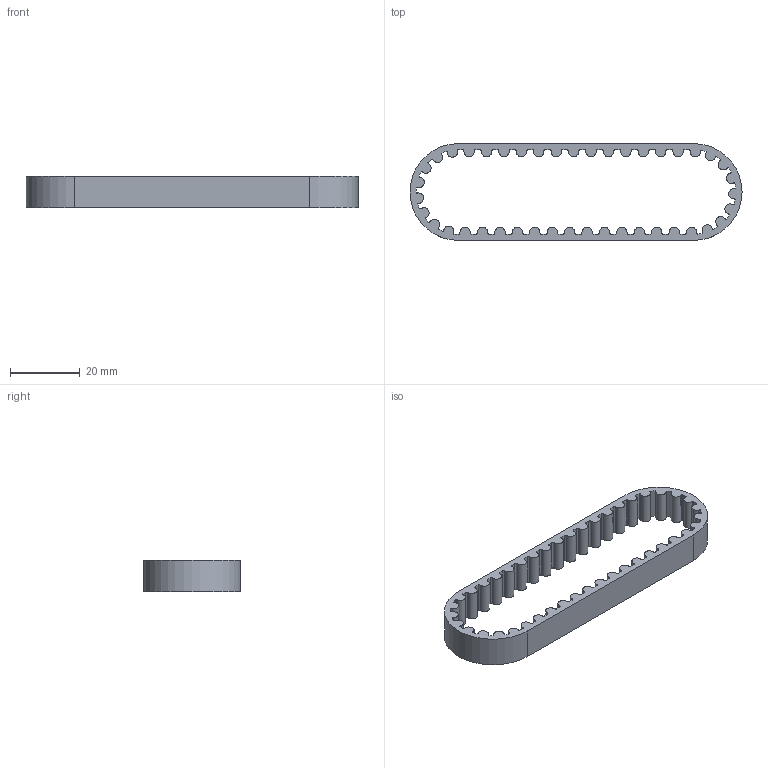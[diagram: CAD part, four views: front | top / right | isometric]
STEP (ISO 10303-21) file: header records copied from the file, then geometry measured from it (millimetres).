
FILE_DESCRIPTION(/* description */ ('STEP AP242','CAx-IF Rec.Pracs.---Representation and Presentation of Product Manufacturing Information (PMI)---4.0---2014-10-13','CAx-IF Rec.Pracs.---3D Tessellated Geometry---0.4---2014-09-14','2;1'),/* implementation_level */ '2;1');
FILE_NAME(/* name */ '660794c2f6ef260708c10cbd',/* time_stamp */ '2024-03-30T04:27:46Z',/* author */ (''),/* organization */ (''),/* preprocessor_version */ 'ST-DEVELOPER v19.4',/* originating_system */ ' ',/* authorisation */ ' ');
FILE_SCHEMA (('AP242_MANAGED_MODEL_BASED_3D_ENGINEERING_MIM_LF { 1 0 10303 442 1 1 4 }'));
Length unit declared in the file: metre
Products named in the file (1): [LS] HTD5 belt 43 teeth
Bounding box: 95.3 x 27.8 x 9 mm (x, y, z)
Volume: 5405.7 mm3; surface area: 6049.4 mm2
Topology: 1 solids, 1 shells, 265 faces, 789 edges, 526 vertices
Faces by surface type: cylinder 148, plane 117
Entity records: 9025 total; most frequent: DIRECTION 1617, CARTESIAN_POINT 1581, ORIENTED_EDGE 1578, EDGE_CURVE 789, AXIS2_PLACEMENT_3D 562, VERTEX_POINT 526, LINE 493, VECTOR 493
